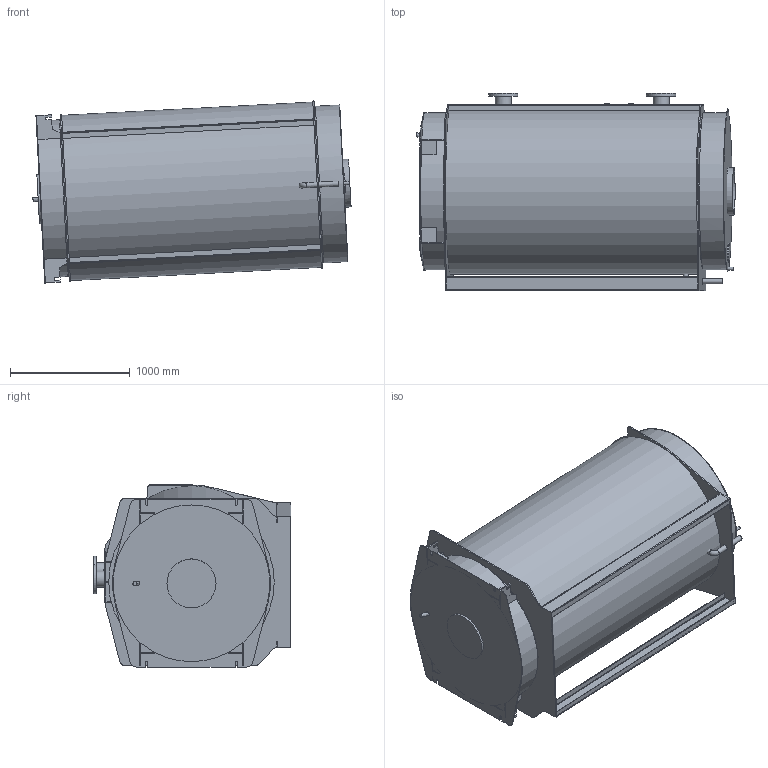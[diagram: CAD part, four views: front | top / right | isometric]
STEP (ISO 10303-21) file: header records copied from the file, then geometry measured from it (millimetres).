
FILE_DESCRIPTION(/* description */ (''),/* implementation_level */ '2;1');
FILE_NAME(/* name */ 'Сборка WL 1250.stp',/* time_stamp */ '2022-04-18T15:59:44+07:00',/* author */ ('Urchenko'),/* organization */ (''),/* preprocessor_version */ 'ST-DEVELOPER v18',/* originating_system */ 'Autodesk Inventor 2020',/* authorisation */ '');
FILE_SCHEMA (('AUTOMOTIVE_DESIGN { 1 0 10303 214 3 1 1 }'));
Length unit declared in the file: millimetre
Products named in the file (5): Сборка 1250; 1250 Корпус; Дверь задняя 
1100-1250; Дверь фронтовая 
1100-1250; Фланец 1-125(А)-1
6 ГОСТ 12820-80
Assembly tree (5 placements, depth 2):
  Сборка 1250
    1250 Корпус
    Дверь задняя 
1100-1250
    Дверь фронтовая 
1100-1250
    Фланец 1-125(А)-1
6 ГОСТ 12820-80  x2
Bounding box: 2656.83 x 1651 x 1520.74 mm (x, y, z)
Volume: 3771945578.1 mm3; surface area: 26404449 mm2
Topology: 7 solids, 9 shells, 323 faces, 990 edges, 672 vertices
Faces by surface type: plane 195, cylinder 123, bspline 2, cone 2, torus 1
Full cylindrical faces by diameter (mm): 18 x16, 25 x1, 26 x1, 42 x2, 45 x2, 50 x1, 133 x4, 135 x2, 160 x1, 245 x2, 394 x1, 400 x1, 410 x1, 1294 x2, 1310 x2
Entity records: 11420 total; most frequent: CARTESIAN_POINT 2523, ORIENTED_EDGE 1888, DIRECTION 1790, EDGE_CURVE 946, VERTEX_POINT 640, LINE 620, VECTOR 620, AXIS2_PLACEMENT_3D 585
